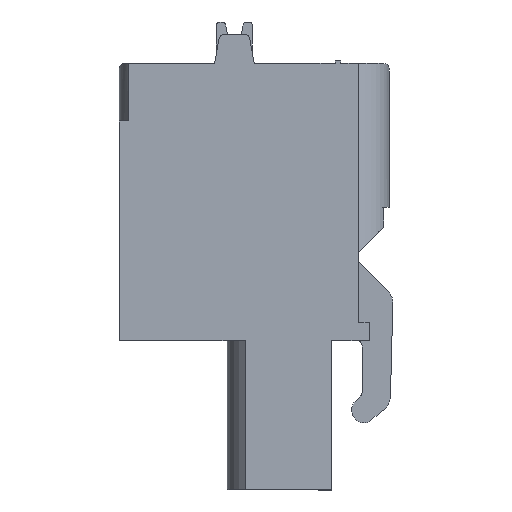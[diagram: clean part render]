
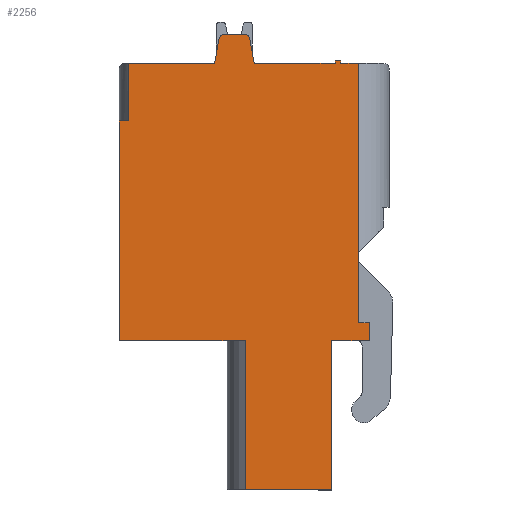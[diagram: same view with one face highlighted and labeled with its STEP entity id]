
A CAD part, left-side view. The second image highlights one B-rep face of the part: STEP entity #2256.
In plain terms, the highlighted planar face has unit normal (-1, 0, 0).
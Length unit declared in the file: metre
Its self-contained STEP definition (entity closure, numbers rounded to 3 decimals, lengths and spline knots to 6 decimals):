
#2256=ADVANCED_FACE('',(#4651),#4652,.F.);
#4651=FACE_OUTER_BOUND('',#7086,.T.);
#4652=PLANE('',#7087);
#7086=EDGE_LOOP('',(#14079,#14080,#14081,#14082,#14083,#14084,#14085,#14086,#14087,#14088,#14089,#14090,#14091,#14092,#14093,#14094,#14095,#14096,#14097,#14098,#14099,#14100));
#7087=AXIS2_PLACEMENT_3D('',#14101,#14102,#14103);
#14079=ORIENTED_EDGE('',*,*,#14754,.T.);
#14080=ORIENTED_EDGE('',*,*,#16780,.T.);
#14081=ORIENTED_EDGE('',*,*,#16796,.T.);
#14082=ORIENTED_EDGE('',*,*,#16776,.F.);
#14083=ORIENTED_EDGE('',*,*,#16802,.F.);
#14084=ORIENTED_EDGE('',*,*,#17363,.T.);
#14085=ORIENTED_EDGE('',*,*,#17321,.T.);
#14086=ORIENTED_EDGE('',*,*,#17317,.T.);
#14087=ORIENTED_EDGE('',*,*,#17314,.T.);
#14088=ORIENTED_EDGE('',*,*,#17367,.T.);
#14089=ORIENTED_EDGE('',*,*,#16804,.F.);
#14090=ORIENTED_EDGE('',*,*,#17369,.F.);
#14091=ORIENTED_EDGE('',*,*,#17354,.F.);
#14092=ORIENTED_EDGE('',*,*,#17009,.T.);
#14093=ORIENTED_EDGE('',*,*,#17003,.T.);
#14094=ORIENTED_EDGE('',*,*,#17352,.T.);
#14095=ORIENTED_EDGE('',*,*,#16987,.T.);
#14096=ORIENTED_EDGE('',*,*,#17343,.T.);
#14097=ORIENTED_EDGE('',*,*,#17378,.T.);
#14098=ORIENTED_EDGE('',*,*,#17329,.T.);
#14099=ORIENTED_EDGE('',*,*,#17336,.F.);
#14100=ORIENTED_EDGE('',*,*,#15077,.T.);
#14101=CARTESIAN_POINT('',(-0.36996,0.0112,-0.0215));
#14102=DIRECTION('',(1.0,0.,0.));
#14103=DIRECTION('',(0.0,1.0,0.));
#14754=EDGE_CURVE('',#17777,#17775,#17778,.T.);
#15077=EDGE_CURVE('',#18304,#17777,#18305,.T.);
#16776=EDGE_CURVE('',#20865,#20867,#20868,.T.);
#16780=EDGE_CURVE('',#17775,#20871,#20873,.T.);
#16796=EDGE_CURVE('',#20871,#20867,#20891,.T.);
#16802=EDGE_CURVE('',#20897,#20865,#20898,.T.);
#16804=EDGE_CURVE('',#20899,#20901,#20902,.T.);
#16987=EDGE_CURVE('',#21153,#21151,#21154,.T.);
#17003=EDGE_CURVE('',#21178,#21176,#21179,.T.);
#17009=EDGE_CURVE('',#21186,#21178,#21187,.T.);
#17314=EDGE_CURVE('',#21563,#21561,#21564,.T.);
#17317=EDGE_CURVE('',#21567,#21563,#21568,.T.);
#17321=EDGE_CURVE('',#21573,#21567,#21574,.T.);
#17329=EDGE_CURVE('',#21581,#21583,#21585,.T.);
#17336=EDGE_CURVE('',#18304,#21583,#21592,.T.);
#17343=EDGE_CURVE('',#21151,#21599,#21601,.T.);
#17352=EDGE_CURVE('',#21176,#21153,#21611,.T.);
#17354=EDGE_CURVE('',#21186,#21613,#21614,.T.);
#17363=EDGE_CURVE('',#20897,#21573,#21623,.T.);
#17367=EDGE_CURVE('',#21561,#20901,#21627,.T.);
#17369=EDGE_CURVE('',#21613,#20899,#21629,.T.);
#17378=EDGE_CURVE('',#21599,#21581,#21638,.T.);
#17775=VERTEX_POINT('',#22187);
#17777=VERTEX_POINT('',#22190);
#17778=LINE('',#22191,#22192);
#18304=VERTEX_POINT('',#22938);
#18305=LINE('',#22939,#22940);
#20865=VERTEX_POINT('',#26560);
#20867=VERTEX_POINT('',#26563);
#20868=LINE('',#26564,#26565);
#20871=VERTEX_POINT('',#26569);
#20873=LINE('',#26572,#26573);
#20891=LINE('',#26603,#26604);
#20897=VERTEX_POINT('',#26614);
#20898=LINE('',#26615,#26616);
#20899=VERTEX_POINT('',#26617);
#20901=VERTEX_POINT('',#26620);
#20902=LINE('',#26621,#26622);
#21151=VERTEX_POINT('',#26974);
#21153=VERTEX_POINT('',#26977);
#21154=LINE('',#26978,#26979);
#21176=VERTEX_POINT('',#27007);
#21178=VERTEX_POINT('',#27010);
#21179=LINE('',#27011,#27012);
#21186=VERTEX_POINT('',#27021);
#21187=LINE('',#27022,#27023);
#21561=VERTEX_POINT('',#27537);
#21563=VERTEX_POINT('',#27540);
#21564=CIRCLE('',#27541,0.0003);
#21567=VERTEX_POINT('',#27545);
#21568=LINE('',#27546,#27547);
#21573=VERTEX_POINT('',#27554);
#21574=CIRCLE('',#27555,0.0003);
#21581=VERTEX_POINT('',#27564);
#21583=VERTEX_POINT('',#27567);
#21585=LINE('',#27570,#27571);
#21592=LINE('',#27580,#27581);
#21599=VERTEX_POINT('',#27590);
#21601=LINE('',#27593,#27594);
#21611=LINE('',#27608,#27609);
#21613=VERTEX_POINT('',#27611);
#21614=LINE('',#27612,#27613);
#21623=LINE('',#27626,#27627);
#21627=LINE('',#27632,#27633);
#21629=LINE('',#27635,#27636);
#21638=LINE('',#27647,#27648);
#22187=CARTESIAN_POINT('',(-0.36996,-0.0003,-0.0083));
#22190=CARTESIAN_POINT('',(-0.36996,-0.0013,-0.0083));
#22191=CARTESIAN_POINT('',(-0.36996,0.0117,-0.0083));
#22192=VECTOR('',#28106,1.0);
#22938=CARTESIAN_POINT('',(-0.36996,-0.0013,-0.0227));
#22939=CARTESIAN_POINT('',(-0.36996,-0.0013,-0.0238));
#22940=VECTOR('',#28428,1.0);
#26560=CARTESIAN_POINT('',(-0.36996,0.,-0.0083));
#26563=CARTESIAN_POINT('',(-0.36996,0.,-0.00815));
#26564=CARTESIAN_POINT('',(-0.36996,0.,-0.0083));
#26565=VECTOR('',#30169,1.0);
#26569=CARTESIAN_POINT('',(-0.36996,-0.0003,-0.00815));
#26572=CARTESIAN_POINT('',(-0.36996,-0.0003,-0.0215));
#26573=VECTOR('',#30172,1.0);
#26603=CARTESIAN_POINT('',(-0.36996,0.,-0.00815));
#26604=VECTOR('',#30191,1.0);
#26614=CARTESIAN_POINT('',(-0.36996,0.0045,-0.0083));
#26615=CARTESIAN_POINT('',(-0.36996,0.0115,-0.0083));
#26616=VECTOR('',#30196,1.0);
#26617=CARTESIAN_POINT('',(-0.36996,0.0115,-0.0083));
#26620=CARTESIAN_POINT('',(-0.36996,0.0067,-0.0083));
#26621=CARTESIAN_POINT('',(-0.36996,0.0115,-0.0083));
#26622=VECTOR('',#30198,1.0);
#26974=CARTESIAN_POINT('',(-0.36996,0.0002,-0.032));
#26977=CARTESIAN_POINT('',(-0.36996,0.005,-0.032));
#26978=CARTESIAN_POINT('',(-0.36996,0.0002,-0.032));
#26979=VECTOR('',#30365,1.0);
#27007=CARTESIAN_POINT('',(-0.36996,0.005,-0.0237));
#27010=CARTESIAN_POINT('',(-0.36996,0.012,-0.0237));
#27011=CARTESIAN_POINT('',(-0.36996,0.005,-0.0237));
#27012=VECTOR('',#30394,1.0);
#27021=CARTESIAN_POINT('',(-0.36996,0.012,-0.0115));
#27022=CARTESIAN_POINT('',(-0.36996,0.012,-0.0238));
#27023=VECTOR('',#30403,1.0);
#27537=CARTESIAN_POINT('',(-0.36996,0.006462,-0.006948));
#27540=CARTESIAN_POINT('',(-0.36996,0.006166,-0.0067));
#27541=AXIS2_PLACEMENT_3D('',#30631,#30632,#30633);
#27545=CARTESIAN_POINT('',(-0.36996,0.005034,-0.0067));
#27546=CARTESIAN_POINT('',(-0.36996,0.004822,-0.0067));
#27547=VECTOR('',#30635,1.0);
#27554=CARTESIAN_POINT('',(-0.36996,0.004738,-0.006948));
#27555=AXIS2_PLACEMENT_3D('',#30638,#30639,#30640);
#27564=CARTESIAN_POINT('',(-0.36996,-0.0019,-0.0237));
#27567=CARTESIAN_POINT('',(-0.36996,-0.0019,-0.0227));
#27570=CARTESIAN_POINT('',(-0.36996,-0.0019,-0.0238));
#27571=VECTOR('',#30648,1.0);
#27580=CARTESIAN_POINT('',(-0.36996,-0.0003,-0.0227));
#27581=VECTOR('',#30651,1.0);
#27590=CARTESIAN_POINT('',(-0.36996,0.0002,-0.0237));
#27593=CARTESIAN_POINT('',(-0.36996,0.0002,-0.0237));
#27594=VECTOR('',#30655,1.0);
#27608=CARTESIAN_POINT('',(-0.36996,0.005,-0.032));
#27609=VECTOR('',#30660,1.0);
#27611=CARTESIAN_POINT('',(-0.36996,0.0115,-0.0115));
#27612=CARTESIAN_POINT('',(-0.36996,0.0092,-0.0115));
#27613=VECTOR('',#30661,1.0);
#27626=CARTESIAN_POINT('',(-0.36996,0.004782,-0.0067));
#27627=VECTOR('',#30666,1.0);
#27632=CARTESIAN_POINT('',(-0.36996,0.0067,-0.0083));
#27633=VECTOR('',#30668,1.0);
#27635=CARTESIAN_POINT('',(-0.36996,0.0115,-0.0115));
#27636=VECTOR('',#30669,1.0);
#27647=CARTESIAN_POINT('',(-0.36996,-0.0007,-0.0237));
#27648=VECTOR('',#30672,1.0);
#28106=DIRECTION('',(0.,1.0,0.));
#28428=DIRECTION('',(0.,0.,1.0));
#30169=DIRECTION('',(0.,0.0,1.0));
#30172=DIRECTION('',(0.,0.0,1.0));
#30191=DIRECTION('',(0.0,1.0,0.0));
#30196=DIRECTION('',(0.0,-1.0,0.0));
#30198=DIRECTION('',(0.0,-1.0,0.0));
#30365=DIRECTION('',(0.0,-1.0,0.));
#30394=DIRECTION('',(0.0,-1.0,0.0));
#30403=DIRECTION('',(0.,0.,-1.0));
#30631=CARTESIAN_POINT('',(-0.36996,0.006166,-0.007));
#30632=DIRECTION('',(-1.0,0.0,0.));
#30633=DIRECTION('',(0.,0.0,-1.0));
#30635=DIRECTION('',(0.0,1.0,0.0));
#30638=CARTESIAN_POINT('',(-0.36996,0.005034,-0.007));
#30639=DIRECTION('',(-1.0,0.0,0.));
#30640=DIRECTION('',(0.,0.0,-1.0));
#30648=DIRECTION('',(0.,0.,1.0));
#30651=DIRECTION('',(0.,-1.0,0.));
#30655=DIRECTION('',(0.0,0.0,1.0));
#30660=DIRECTION('',(0.0,0.,-1.0));
#30661=DIRECTION('',(0.,-1.0,0.));
#30666=DIRECTION('',(0.,0.174,0.985));
#30668=DIRECTION('',(0.,0.174,-0.985));
#30669=DIRECTION('',(0.,0.0,1.0));
#30672=DIRECTION('',(0.0,-1.0,0.0));
